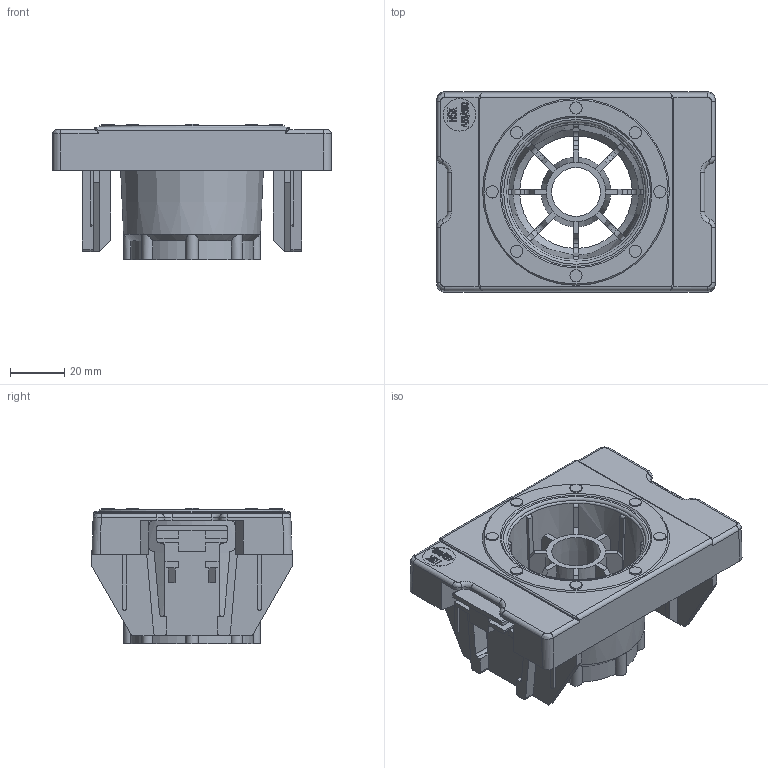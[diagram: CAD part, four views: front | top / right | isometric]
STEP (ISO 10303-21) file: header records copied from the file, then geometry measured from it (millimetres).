
FILE_DESCRIPTION(/* description */ ('Werkzeughaltereinsatz, ABS-schwarz HSK A63/B80'),/* implementation_level */ '2;1');
FILE_NAME(/* name */ '0234-04.stp',/* time_stamp */ '2024-03-13T15:47:36+01:00',/* author */ ('marvin.friedrich'),/* organization */ ('B+H'),/* preprocessor_version */ 'ST-DEVELOPER v18.1',/* originating_system */ 'Autodesk Inventor 2022',/* authorisation */ '');
FILE_SCHEMA (('AUTOMOTIVE_DESIGN { 1 0 10303 214 3 1 1 }'));
Length unit declared in the file: millimetre
Products named in the file (1): 0234-04
Bounding box: 103 x 74 x 50 mm (x, y, z)
Volume: 67982.2 mm3; surface area: 63215.2 mm2
Topology: 1 solids, 1 shells, 678 faces, 1886 edges, 1212 vertices
Faces by surface type: plane 405, cylinder 127, bspline 107, cone 29, torus 10
Full cylindrical faces by diameter (mm): 4.5 x8, 12 x1
Entity records: 22445 total; most frequent: CARTESIAN_POINT 5628, ORIENTED_EDGE 3772, DIRECTION 3090, EDGE_CURVE 1886, LINE 1278, VECTOR 1278, VERTEX_POINT 1212, AXIS2_PLACEMENT_3D 906
